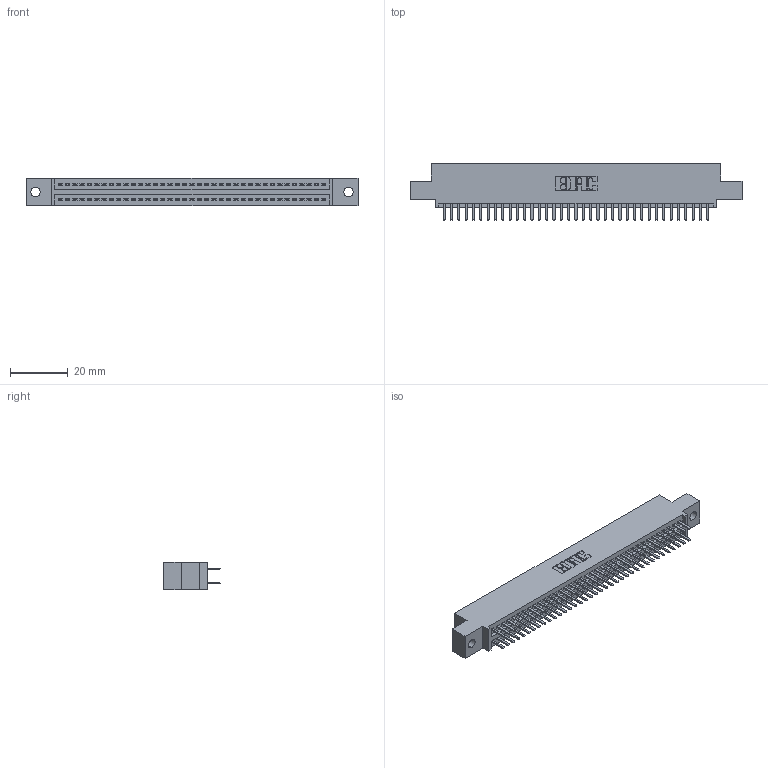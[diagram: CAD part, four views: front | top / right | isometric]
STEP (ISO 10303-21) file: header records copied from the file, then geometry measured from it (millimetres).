
FILE_DESCRIPTION (( 'STEP AP203' ), '1' );
FILE_NAME ('345-074-520-502.STEP', '2019-10-31T05:40:24', ( '' ), ( '' ), 'SwSTEP 2.0', 'SolidWorks 2016', '' );
FILE_SCHEMA (( 'CONFIG_CONTROL_DESIGN' ));
Length unit declared in the file: inch
Products named in the file (3): 345-292-001_345-293-120; 345-074-520-502; 345 Part_0.110 Offset - 0.128 Dia
Assembly tree (75 placements, depth 2):
  345-074-520-502
    345 Part_0.110 Offset - 0.128 Dia
    345-292-001_345-293-120  x74
Bounding box: 115.19 x 19.68 x 9.4 mm (x, y, z)
Volume: 11000.6 mm3; surface area: 15914.8 mm2
Topology: 75 solids, 75 shells, 4126 faces, 11971 edges, 7782 vertices
Faces by surface type: plane 2674, cylinder 1452
Entity records: 29953 total; most frequent: CARTESIAN_POINT 5040, ORIENTED_EDGE 4962, DIRECTION 4437, EDGE_CURVE 2481, VECTOR 2197, LINE 2197, VERTEX_POINT 1650, AXIS2_PLACEMENT_3D 1120
